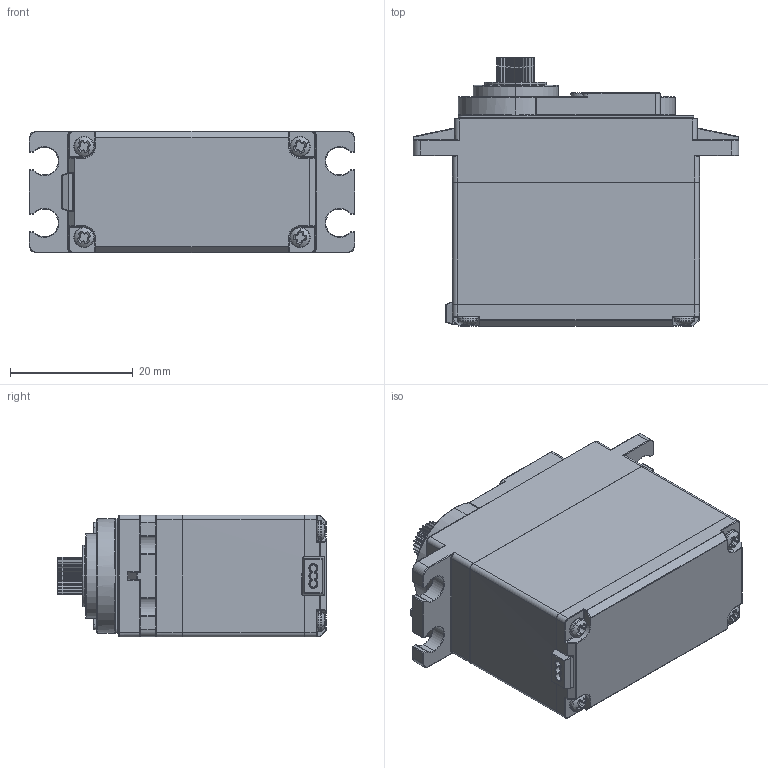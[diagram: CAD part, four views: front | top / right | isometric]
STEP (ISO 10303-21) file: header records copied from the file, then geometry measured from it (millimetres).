
FILE_DESCRIPTION(('Open CASCADE Model'),'2;1');
FILE_NAME('Open CASCADE Shape Model','2023-08-02T22:12:37',('Author'),( 'Open CASCADE'),'Open CASCADE STEP processor 7.7','Open CASCADE 7.7' ,'Unknown');
FILE_SCHEMA(('AUTOMOTIVE_DESIGN { 1 0 10303 214 1 1 1 1 }'));
Length unit declared in the file: millimetre
Products named in the file (1): Open CASCADE STEP translator 7.7 1
Bounding box: 53.04 x 43.73 x 19.84 mm (x, y, z)
Volume: 29882.4 mm3; surface area: 6831.7 mm2
Topology: 1 solids, 1 shells, 1331 faces, 3266 edges, 1851 vertices
Faces by surface type: cylinder 573, torus 269, plane 213, bspline 101, sphere 84, revolution 68, cone 23
Entity records: 43667 total; most frequent: CARTESIAN_POINT 12911, DIRECTION 6956, ORIENTED_EDGE 6336, EDGE_CURVE 3168, AXIS2_PLACEMENT_3D 2902, VERTEX_POINT 1851, CIRCLE 1739, FACE_BOUND 1343
